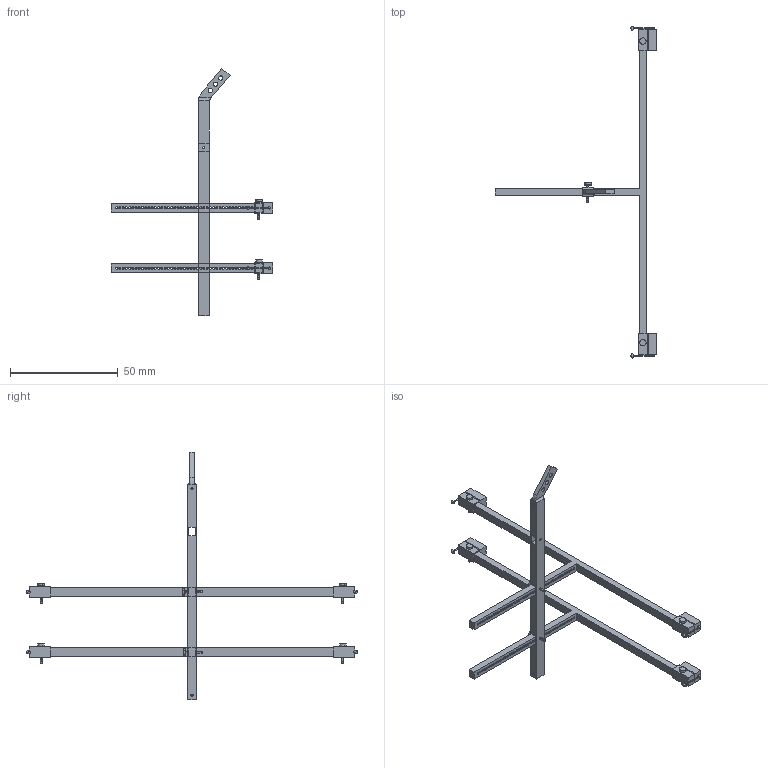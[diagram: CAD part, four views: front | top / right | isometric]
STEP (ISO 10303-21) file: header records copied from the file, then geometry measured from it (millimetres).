
FILE_DESCRIPTION(('CATIA V5 STEP Exchange'),'2;1');
FILE_NAME('TRANPORTADOR.stp','2023-05-24T18:26:17+00:00',('none'),('none'),'CATIA Version 5 Release 21 SP 6 (IN-10)','CATIA V5 STEP AP203','none');
FILE_SCHEMA(('CONFIG_CONTROL_DESIGN'));
Length unit declared in the file: inch
Products named in the file (2): PRODUCT1; Garra
Assembly tree (12 placements, depth 3):
  PRODUCT1
    #63
    Garra  x2
      #1614
      #4844
      #5307
      #6138
    #6138  x2
Bounding box: 74.93 x 154.07 x 114.7 mm (x, y, z)
Volume: 8280.4 mm3; surface area: 11776.9 mm2
Topology: 17 solids, 17 shells, 462 faces, 1216 edges, 798 vertices
Faces by surface type: cylinder 258, plane 156, bspline 24, cone 24
Entity records: 6537 total; most frequent: CARTESIAN_POINT 1423, ORIENTED_EDGE 1076, DIRECTION 792, EDGE_CURVE 538, AXIS2_PLACEMENT_3D 388, VERTEX_POINT 357, EDGE_LOOP 323, VECTOR 264
